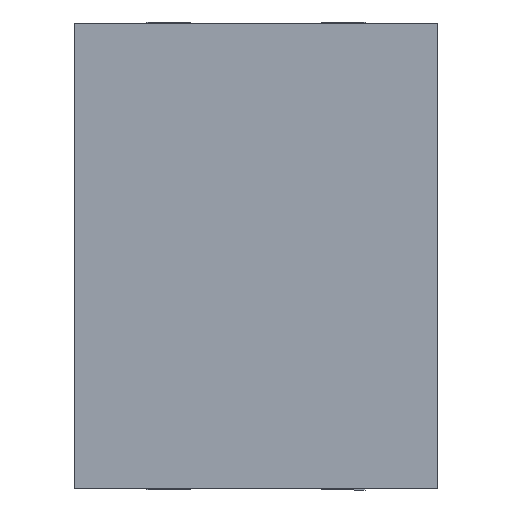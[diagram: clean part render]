
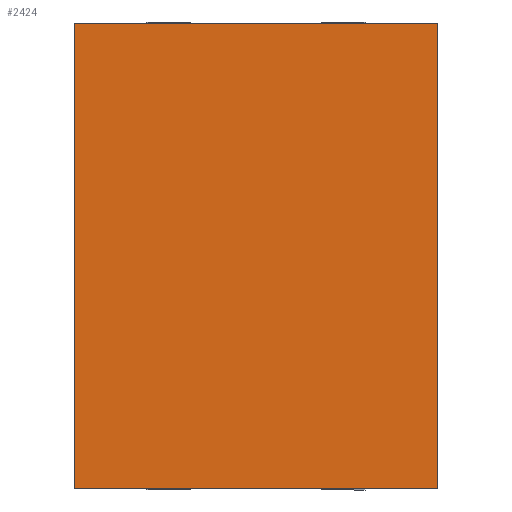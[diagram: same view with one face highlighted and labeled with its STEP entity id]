
A CAD part, front view. The second image highlights one B-rep face of the part: STEP entity #2424.
In plain terms, the highlighted face is planar.
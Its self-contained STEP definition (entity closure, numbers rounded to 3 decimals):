
#38 = VERTEX_POINT ( 'NONE', #680 ) ;
#52 = ORIENTED_EDGE ( 'NONE', *, *, #2063, .T. ) ;
#66 = VECTOR ( 'NONE', #2325, 1000. ) ;
#184 = LINE ( 'NONE', #1228, #1536 ) ;
#253 = EDGE_LOOP ( 'NONE', ( #1000, #52, #746, #285 ) ) ;
#285 = ORIENTED_EDGE ( 'NONE', *, *, #591, .T. ) ;
#346 = CARTESIAN_POINT ( 'NONE',  ( 0., 0., -1.9 ) ) ;
#502 = DIRECTION ( 'NONE',  ( 0., -1., 0. ) ) ;
#591 = EDGE_CURVE ( 'NONE', #1675, #38, #2583, .T. ) ;
#616 = DIRECTION ( 'NONE',  ( 0., 1., 0. ) ) ;
#680 = CARTESIAN_POINT ( 'NONE',  ( 0., 1.581, -1.9 ) ) ;
#746 = ORIENTED_EDGE ( 'NONE', *, *, #3193, .T. ) ;
#866 = DIRECTION ( 'NONE',  ( 0., 0., -1. ) ) ;
#1000 = ORIENTED_EDGE ( 'NONE', *, *, #2550, .T. ) ;
#1228 = CARTESIAN_POINT ( 'NONE',  ( 0., -0.919, -1.9 ) ) ;
#1299 = CARTESIAN_POINT ( 'NONE',  ( 0., 1.581, -1.9 ) ) ;
#1307 = CARTESIAN_POINT ( 'NONE',  ( -3.2, -0.919, -1.9 ) ) ;
#1389 = LINE ( 'NONE', #2942, #3305 ) ;
#1536 = VECTOR ( 'NONE', #3044, 1000. ) ;
#1541 = VECTOR ( 'NONE', #502, 1000. ) ;
#1675 = VERTEX_POINT ( 'NONE', #2660 ) ;
#1904 = DIRECTION ( 'NONE',  ( -1., 0., 0. ) ) ;
#1921 = FACE_OUTER_BOUND ( 'NONE', #253, .T. ) ;
#2009 = VERTEX_POINT ( 'NONE', #2416 ) ;
#2063 = EDGE_CURVE ( 'NONE', #2009, #2810, #184, .T. ) ;
#2294 = AXIS2_PLACEMENT_3D ( 'NONE', #346, #866, #1904 ) ;
#2325 = DIRECTION ( 'NONE',  ( 1., 0., 0. ) ) ;
#2416 = CARTESIAN_POINT ( 'NONE',  ( 0., -0.919, -1.9 ) ) ;
#2424 = ADVANCED_FACE ( 'NONE', ( #1921 ), #3205, .T. ) ;
#2550 = EDGE_CURVE ( 'NONE', #38, #2009, #2616, .T. ) ;
#2583 = LINE ( 'NONE', #1299, #66 ) ;
#2616 = LINE ( 'NONE', #2838, #1541 ) ;
#2660 = CARTESIAN_POINT ( 'NONE',  ( -3.2, 1.581, -1.9 ) ) ;
#2810 = VERTEX_POINT ( 'NONE', #1307 ) ;
#2838 = CARTESIAN_POINT ( 'NONE',  ( 0., 1.581, -1.9 ) ) ;
#2942 = CARTESIAN_POINT ( 'NONE',  ( -3.2, 1.581, -1.9 ) ) ;
#3044 = DIRECTION ( 'NONE',  ( -1., 0., 0. ) ) ;
#3193 = EDGE_CURVE ( 'NONE', #2810, #1675, #1389, .T. ) ;
#3205 = PLANE ( 'NONE',  #2294 ) ;
#3305 = VECTOR ( 'NONE', #616, 1000. ) ;
